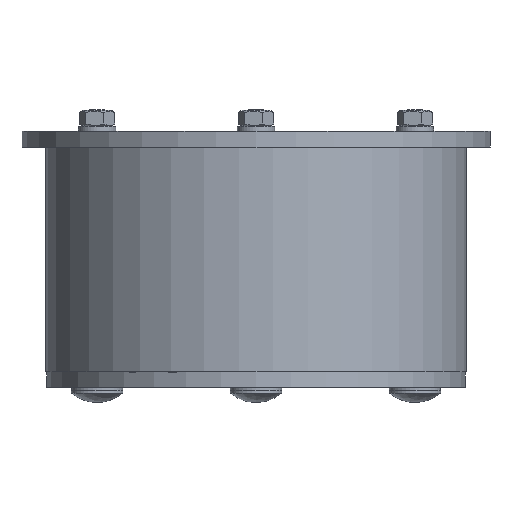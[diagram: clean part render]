
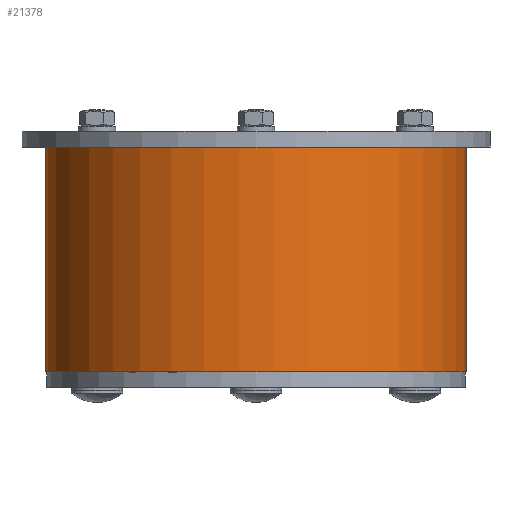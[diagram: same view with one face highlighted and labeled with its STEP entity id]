
A CAD part, front view. The second image highlights one B-rep face of the part: STEP entity #21378.
In plain terms, the highlighted cylindrical face has radius 67.5 mm (diameter 135 mm), a partial arc.
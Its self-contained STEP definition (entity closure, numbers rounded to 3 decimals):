
#7014=CARTESIAN_POINT('',(67.498,-0.5,72.0));
#7015=VERTEX_POINT('',#7014);
#7016=CARTESIAN_POINT('',(-67.498,-0.5,72.0));
#7017=VERTEX_POINT('',#7016);
#7018=CARTESIAN_POINT('',(0.0,0.0,72.0));
#7019=DIRECTION('',(0.0,0.0,1.0));
#7020=DIRECTION('',(-1.,0.007,0.0));
#7021=AXIS2_PLACEMENT_3D('',#7018,#7019,#7020);
#7022=CIRCLE('',#7021,67.5);
#7023=EDGE_CURVE('',#7015,#7017,#7022,.T.);
#21286=CARTESIAN_POINT('',(67.498,-0.5,0.0));
#21287=VERTEX_POINT('',#21286);
#21296=CARTESIAN_POINT('',(67.498,-0.5,0.0));
#21297=DIRECTION('',(0.0,0.0,1.0));
#21298=VECTOR('',#21297,72.0);
#21299=LINE('',#21296,#21298);
#21300=EDGE_CURVE('',#21287,#7015,#21299,.T.);
#21342=CARTESIAN_POINT('',(-67.498,-0.5,0.0));
#21343=VERTEX_POINT('',#21342);
#21352=CARTESIAN_POINT('',(-67.498,-0.5,0.0));
#21353=DIRECTION('',(0.0,0.0,1.0));
#21354=VECTOR('',#21353,72.0);
#21355=LINE('',#21352,#21354);
#21356=EDGE_CURVE('',#21343,#7017,#21355,.T.);
#21361=CARTESIAN_POINT('',(0.0,0.0,0.0));
#21362=DIRECTION('',(0.0,0.0,1.0));
#21363=DIRECTION('',(-1.,0.007,0.0));
#21364=AXIS2_PLACEMENT_3D('',#21361,#21362,#21363);
#21365=CYLINDRICAL_SURFACE('',#21364,67.5);
#21366=CARTESIAN_POINT('',(0.0,0.0,0.0));
#21367=DIRECTION('',(0.0,0.0,-1.0));
#21368=DIRECTION('',(-1.,0.007,0.0));
#21369=AXIS2_PLACEMENT_3D('',#21366,#21367,#21368);
#21370=CIRCLE('',#21369,67.5);
#21371=EDGE_CURVE('',#21343,#21287,#21370,.T.);
#21372=ORIENTED_EDGE('',*,*,#21371,.F.);
#21373=ORIENTED_EDGE('',*,*,#21356,.T.);
#21374=ORIENTED_EDGE('',*,*,#7023,.F.);
#21375=ORIENTED_EDGE('',*,*,#21300,.F.);
#21376=EDGE_LOOP('',(#21372,#21373,#21374,#21375));
#21377=FACE_OUTER_BOUND('',#21376,.T.);
#21378=ADVANCED_FACE('',(#21377),#21365,.T.);
